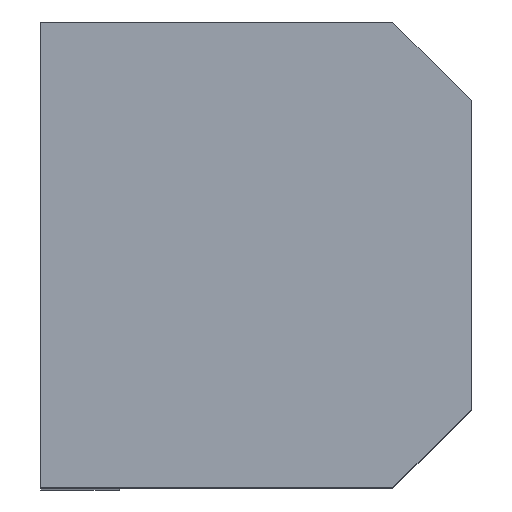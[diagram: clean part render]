
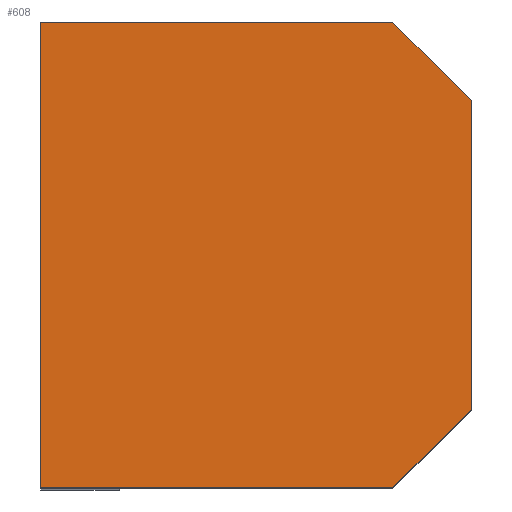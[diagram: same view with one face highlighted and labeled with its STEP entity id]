
A CAD part, top view. The second image highlights one B-rep face of the part: STEP entity #608.
In plain terms, the highlighted planar face has unit normal (0, 0, 1).
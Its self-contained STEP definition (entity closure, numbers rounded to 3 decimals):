
#282=CARTESIAN_POINT('Vertex',(-10.,-2.975,-30.)) ;
#285=CARTESIAN_POINT('Line Origine',(-10.,0.,-30.)) ;
#289=CARTESIAN_POINT('Vertex',(-10.,2.975,-30.)) ;
#365=CARTESIAN_POINT('Vertex',(-5.5,2.975,-30.)) ;
#375=CARTESIAN_POINT('Line Origine',(-7.75,2.975,-30.)) ;
#399=CARTESIAN_POINT('Line Origine',(-5.,2.475,-30.)) ;
#403=CARTESIAN_POINT('Vertex',(-4.5,1.975,-30.)) ;
#518=CARTESIAN_POINT('Vertex',(-5.5,-2.975,-30.)) ;
#523=CARTESIAN_POINT('Line Origine',(-7.75,-2.975,-30.)) ;
#575=CARTESIAN_POINT('Vertex',(-4.5,-1.975,-30.)) ;
#578=CARTESIAN_POINT('Line Origine',(-4.5,0.,-30.)) ;
#590=CARTESIAN_POINT('Axis2P3D Location',(0.,0.,-30.)) ;
#595=CARTESIAN_POINT('Line Origine',(-5.,-2.475,-30.)) ;
#286=DIRECTION('Vector Direction',(0.,-1.,0.)) ;
#376=DIRECTION('Vector Direction',(-1.,0.,0.)) ;
#400=DIRECTION('Vector Direction',(-0.707,0.707,0.)) ;
#524=DIRECTION('Vector Direction',(1.,0.,0.)) ;
#579=DIRECTION('Vector Direction',(0.,1.,0.)) ;
#591=DIRECTION('Axis2P3D Direction',(0.,-0.,1.)) ;
#592=DIRECTION('Axis2P3D XDirection',(1.,0.,0.)) ;
#596=DIRECTION('Vector Direction',(-0.707,-0.707,0.)) ;
#593=AXIS2_PLACEMENT_3D('Plane Axis2P3D',#590,#591,#592) ;
#601=ORIENTED_EDGE('',*,*,#582,.T.) ;
#602=ORIENTED_EDGE('',*,*,#405,.F.) ;
#603=ORIENTED_EDGE('',*,*,#379,.T.) ;
#604=ORIENTED_EDGE('',*,*,#291,.T.) ;
#605=ORIENTED_EDGE('',*,*,#527,.T.) ;
#606=ORIENTED_EDGE('',*,*,#599,.F.) ;
#287=VECTOR('Line Direction',#286,1.) ;
#377=VECTOR('Line Direction',#376,1.) ;
#401=VECTOR('Line Direction',#400,1.) ;
#525=VECTOR('Line Direction',#524,1.) ;
#580=VECTOR('Line Direction',#579,1.) ;
#597=VECTOR('Line Direction',#596,1.) ;
#608=ADVANCED_FACE('PartBody',(#607),#594,.T.) ;
#291=EDGE_CURVE('',#290,#283,#288,.T.) ;
#379=EDGE_CURVE('',#366,#290,#378,.T.) ;
#405=EDGE_CURVE('',#366,#404,#402,.F.) ;
#527=EDGE_CURVE('',#283,#519,#526,.T.) ;
#582=EDGE_CURVE('',#576,#404,#581,.T.) ;
#599=EDGE_CURVE('',#576,#519,#598,.T.) ;
#600=EDGE_LOOP('',(#601,#602,#603,#604,#605,#606)) ;
#607=FACE_OUTER_BOUND('',#600,.T.) ;
#288=LINE('Line',#285,#287) ;
#378=LINE('Line',#375,#377) ;
#402=LINE('Line',#399,#401) ;
#526=LINE('Line',#523,#525) ;
#581=LINE('Line',#578,#580) ;
#598=LINE('Line',#595,#597) ;
#594=PLANE('',#593) ;
#283=VERTEX_POINT('',#282) ;
#290=VERTEX_POINT('',#289) ;
#366=VERTEX_POINT('',#365) ;
#404=VERTEX_POINT('',#403) ;
#519=VERTEX_POINT('',#518) ;
#576=VERTEX_POINT('',#575) ;
